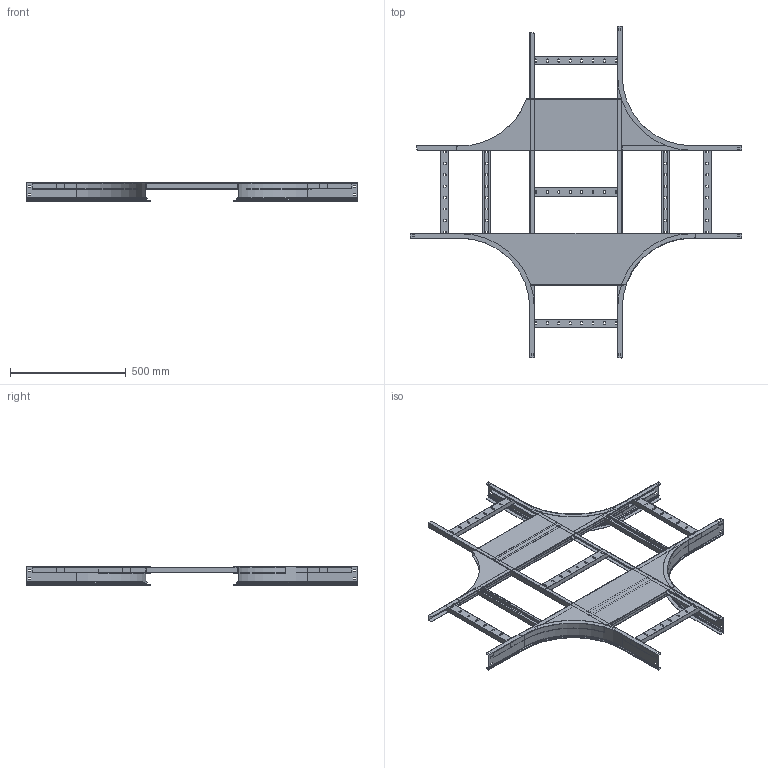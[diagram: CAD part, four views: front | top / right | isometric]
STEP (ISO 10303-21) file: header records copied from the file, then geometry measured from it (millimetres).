
FILE_DESCRIPTION (( 'STEP AP214' ), '1' );
FILE_NAME ('CKR04-4-80x400.STEP', '2021-03-10T05:31:55', ( '' ), ( '' ), 'SwSTEP 2.0', 'SolidWorks 2017', '' );
FILE_SCHEMA (( 'AUTOMOTIVE_DESIGN' ));
Length unit declared in the file: millimetre
Products named in the file (8): CKR04-4-80x400; ÊÈÂÀ 195.01.05 Ï-ïðîôèëü-00_668.2; ÊÈÂÀ 195.01.03_Ïëàíêà ïîïåðå÷íàÿ-00_-02; ÊÈÂÀ 195.01.04 Ï-ïðîôèëü-00_-02 (1374); 岓臍 195.01.20 捘 冓憵-00_-02 (400); ÊÈÂÀ 195.01.01 Ëîíæåðîí áàçîâûé-00_-01; 岓臍 195.01.10 捘 冓憵-00_-02 (1374); ÊÈÂÀ 195.01.02 Ïëàñòèíà ñîåäèíèòåëüíàÿ-00_-02 (400)
Assembly tree (21 placements, depth 3):
  CKR04-4-80x400
    岓臍 195.01.10 捘 冓憵-00_-02 (1374)
      ÊÈÂÀ 195.01.04 Ï-ïðîôèëü-00_-02 (1374)  x2
      ÊÈÂÀ 195.01.03_Ïëàíêà ïîïåðå÷íàÿ-00_-02  x5
    岓臍 195.01.20 捘 冓憵-00_-02 (400)  x2
      ÊÈÂÀ 195.01.05 Ï-ïðîôèëü-00_668.2
      ÊÈÂÀ 195.01.03_Ïëàíêà ïîïåðå÷íàÿ-00_-02
    ÊÈÂÀ 195.01.02 Ïëàñòèíà ñîåäèíèòåëüíàÿ-00_-02 (400)  x4
    ÊÈÂÀ 195.01.01 Ëîíæåðîí áàçîâûé-00_-01  x3
Bounding box: 1434 x 1434 x 81.2 mm (x, y, z)
Volume: 1860179.1 mm3; surface area: 3146381.9 mm2
Topology: 22 solids, 22 shells, 1384 faces, 3660 edges, 2320 vertices
Faces by surface type: plane 1016, cylinder 338, torus 18, cone 12
Entity records: 9572 total; most frequent: DIRECTION 1630, CARTESIAN_POINT 1600, ORIENTED_EDGE 1564, EDGE_CURVE 782, VECTOR 602, LINE 602, AXIS2_PLACEMENT_3D 514, VERTEX_POINT 484
